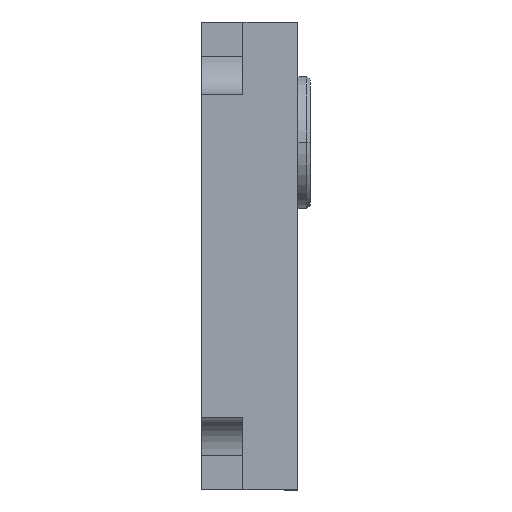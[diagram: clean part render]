
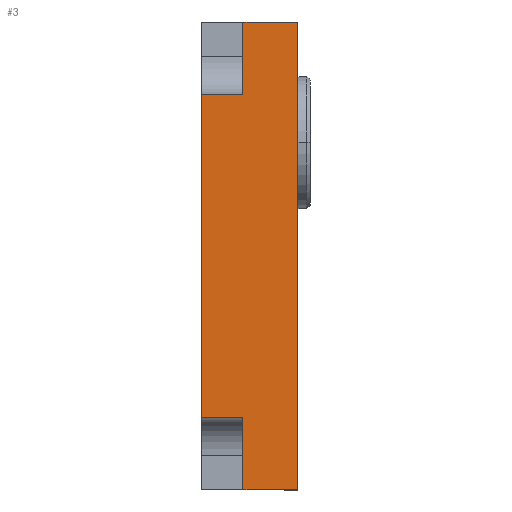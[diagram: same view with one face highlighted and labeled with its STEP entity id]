
A CAD part, top view. The second image highlights one B-rep face of the part: STEP entity #3.
In plain terms, the highlighted planar face has unit normal (0, 0, 1).
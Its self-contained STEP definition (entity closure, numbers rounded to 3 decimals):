
#3 = ADVANCED_FACE ( 'NONE', ( #1954 ), #1393, .T. ) ;
#20 = VECTOR ( 'NONE', #1074, 1000. ) ;
#61 = LINE ( 'NONE', #1855, #762 ) ;
#90 = LINE ( 'NONE', #963, #1667 ) ;
#115 = LINE ( 'NONE', #725, #609 ) ;
#126 = ORIENTED_EDGE ( 'NONE', *, *, #1868, .T. ) ;
#153 = CARTESIAN_POINT ( 'NONE',  ( 0., 34., 24.5 ) ) ;
#169 = DIRECTION ( 'NONE',  ( 0., -1., 0. ) ) ;
#198 = CARTESIAN_POINT ( 'NONE',  ( -8., -34., 24.5 ) ) ;
#237 = EDGE_CURVE ( 'NONE', #1272, #2037, #115, .T. ) ;
#264 = CARTESIAN_POINT ( 'NONE',  ( -8., 23.5, 24.5 ) ) ;
#352 = DIRECTION ( 'NONE',  ( 0., -1., 0. ) ) ;
#384 = EDGE_CURVE ( 'NONE', #1272, #627, #61, .T. ) ;
#508 = CARTESIAN_POINT ( 'NONE',  ( -8., -23.5, 24.5 ) ) ;
#509 = VECTOR ( 'NONE', #876, 1000. ) ;
#511 = CARTESIAN_POINT ( 'NONE',  ( 0., 34., 24.5 ) ) ;
#540 = CARTESIAN_POINT ( 'NONE',  ( -14., -23.5, 24.5 ) ) ;
#576 = AXIS2_PLACEMENT_3D ( 'NONE', #872, #1587, #352 ) ;
#609 = VECTOR ( 'NONE', #169, 1000. ) ;
#627 = VERTEX_POINT ( 'NONE', #540 ) ;
#644 = ORIENTED_EDGE ( 'NONE', *, *, #384, .F. ) ;
#696 = VERTEX_POINT ( 'NONE', #1115 ) ;
#707 = DIRECTION ( 'NONE',  ( 0., 1., 0. ) ) ;
#725 = CARTESIAN_POINT ( 'NONE',  ( -8., -34., 24.5 ) ) ;
#762 = VECTOR ( 'NONE', #1295, 1000. ) ;
#867 = LINE ( 'NONE', #1601, #1354 ) ;
#872 = CARTESIAN_POINT ( 'NONE',  ( 0., 34., 24.5 ) ) ;
#876 = DIRECTION ( 'NONE',  ( 0., 1., 0. ) ) ;
#896 = LINE ( 'NONE', #1451, #20 ) ;
#910 = VERTEX_POINT ( 'NONE', #1001 ) ;
#963 = CARTESIAN_POINT ( 'NONE',  ( -8., 34., 24.5 ) ) ;
#967 = EDGE_CURVE ( 'NONE', #1392, #2124, #1787, .T. ) ;
#983 = EDGE_CURVE ( 'NONE', #1906, #696, #896, .T. ) ;
#1001 = CARTESIAN_POINT ( 'NONE',  ( 0., -34., 24.5 ) ) ;
#1074 = DIRECTION ( 'NONE',  ( -1., 0., 0. ) ) ;
#1115 = CARTESIAN_POINT ( 'NONE',  ( -14., 23.5, 24.5 ) ) ;
#1254 = ORIENTED_EDGE ( 'NONE', *, *, #967, .T. ) ;
#1267 = CARTESIAN_POINT ( 'NONE',  ( -8., 34., 24.5 ) ) ;
#1272 = VERTEX_POINT ( 'NONE', #508 ) ;
#1295 = DIRECTION ( 'NONE',  ( -1., 0., 0. ) ) ;
#1354 = VECTOR ( 'NONE', #2331, 1000. ) ;
#1358 = ORIENTED_EDGE ( 'NONE', *, *, #237, .T. ) ;
#1392 = VERTEX_POINT ( 'NONE', #1473 ) ;
#1393 = PLANE ( 'NONE',  #576 ) ;
#1451 = CARTESIAN_POINT ( 'NONE',  ( 28.764, 23.5, 24.5 ) ) ;
#1461 = LINE ( 'NONE', #1712, #2238 ) ;
#1473 = CARTESIAN_POINT ( 'NONE',  ( 0., 34., 24.5 ) ) ;
#1587 = DIRECTION ( 'NONE',  ( 0., 0., 1. ) ) ;
#1601 = CARTESIAN_POINT ( 'NONE',  ( 0., -34., 24.5 ) ) ;
#1617 = VECTOR ( 'NONE', #1777, 1000. ) ;
#1667 = VECTOR ( 'NONE', #2062, 1000. ) ;
#1677 = ORIENTED_EDGE ( 'NONE', *, *, #2321, .T. ) ;
#1712 = CARTESIAN_POINT ( 'NONE',  ( -14., 34., 24.5 ) ) ;
#1720 = ORIENTED_EDGE ( 'NONE', *, *, #2002, .F. ) ;
#1777 = DIRECTION ( 'NONE',  ( -1., 0., 0. ) ) ;
#1787 = LINE ( 'NONE', #511, #1617 ) ;
#1792 = LINE ( 'NONE', #153, #509 ) ;
#1855 = CARTESIAN_POINT ( 'NONE',  ( 28.764, -23.5, 24.5 ) ) ;
#1868 = EDGE_CURVE ( 'NONE', #2124, #1906, #90, .T. ) ;
#1886 = EDGE_LOOP ( 'NONE', ( #644, #1358, #1970, #1677, #1254, #126, #2049, #1720 ) ) ;
#1906 = VERTEX_POINT ( 'NONE', #264 ) ;
#1954 = FACE_OUTER_BOUND ( 'NONE', #1886, .T. ) ;
#1970 = ORIENTED_EDGE ( 'NONE', *, *, #2312, .F. ) ;
#2002 = EDGE_CURVE ( 'NONE', #627, #696, #1461, .T. ) ;
#2037 = VERTEX_POINT ( 'NONE', #198 ) ;
#2049 = ORIENTED_EDGE ( 'NONE', *, *, #983, .T. ) ;
#2062 = DIRECTION ( 'NONE',  ( 0., -1., 0. ) ) ;
#2124 = VERTEX_POINT ( 'NONE', #1267 ) ;
#2238 = VECTOR ( 'NONE', #707, 1000. ) ;
#2312 = EDGE_CURVE ( 'NONE', #910, #2037, #867, .T. ) ;
#2321 = EDGE_CURVE ( 'NONE', #910, #1392, #1792, .T. ) ;
#2331 = DIRECTION ( 'NONE',  ( -1., 0., 0. ) ) ;
